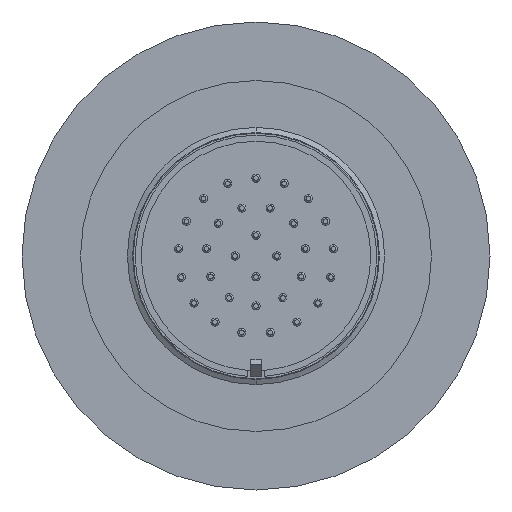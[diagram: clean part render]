
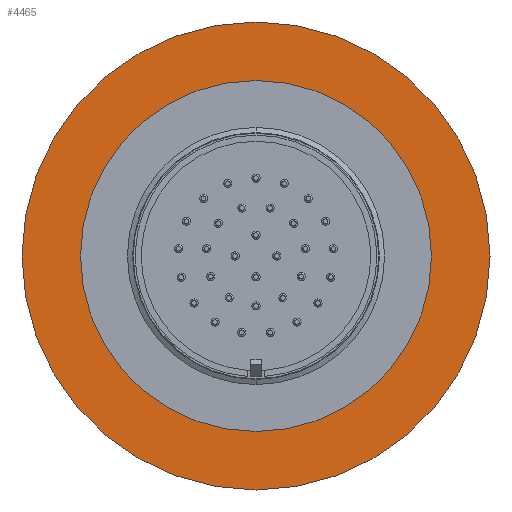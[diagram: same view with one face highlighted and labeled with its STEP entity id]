
A CAD part, front view. The second image highlights one B-rep face of the part: STEP entity #4465.
In plain terms, the highlighted planar face has unit normal (0, -1, 0).
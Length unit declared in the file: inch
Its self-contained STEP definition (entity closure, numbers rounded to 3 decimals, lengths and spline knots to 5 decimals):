
#26 = ORIENTED_EDGE ( 'NONE', *, *, #6653, .T. ) ;
#691 = ORIENTED_EDGE ( 'NONE', *, *, #9943, .T. ) ;
#821 = ORIENTED_EDGE ( 'NONE', *, *, #9850, .T. ) ;
#831 = ORIENTED_EDGE ( 'NONE', *, *, #6789, .T. ) ;
#848 = FACE_OUTER_BOUND ( 'NONE', #1901, .T. ) ;
#851 = FACE_BOUND ( 'NONE', #1897, .T. ) ;
#1897 = EDGE_LOOP ( 'NONE', ( #26, #691 ) ) ;
#1901 = EDGE_LOOP ( 'NONE', ( #831, #821 ) ) ;
#2551 = VERTEX_POINT ( 'NONE', #14449 ) ;
#2953 = VERTEX_POINT ( 'NONE', #13937 ) ;
#3515 = CARTESIAN_POINT ( 'NONE',  ( 0., 0., 1.08 ) ) ;
#3534 = CARTESIAN_POINT ( 'NONE',  ( 0., 0., -1.08 ) ) ;
#3739 = DIRECTION ( 'NONE',  ( 0., 0., -1. ) ) ;
#3740 = DIRECTION ( 'NONE',  ( 0., 1., 0. ) ) ;
#3741 = CARTESIAN_POINT ( 'NONE',  ( 0., 0., 0. ) ) ;
#4465 = ADVANCED_FACE ( 'NONE', ( #851, #848 ), #5829, .T. ) ;
#4860 = DIRECTION ( 'NONE',  ( 0., 0., -1. ) ) ;
#4862 = DIRECTION ( 'NONE',  ( 0., -1., 0. ) ) ;
#4863 = CARTESIAN_POINT ( 'NONE',  ( 0., 0., 0. ) ) ;
#5819 = DIRECTION ( 'NONE',  ( 0., 0., -1. ) ) ;
#5820 = DIRECTION ( 'NONE',  ( 0., -1., 0. ) ) ;
#5828 = CARTESIAN_POINT ( 'NONE',  ( 0.81, 0., 0. ) ) ;
#5829 = PLANE ( 'NONE',  #14649 ) ;
#6548 = AXIS2_PLACEMENT_3D ( 'NONE', #7068, #7067, #7066 ) ;
#6653 = EDGE_CURVE ( 'NONE', #2953, #2551, #8916, .T. ) ;
#6789 = EDGE_CURVE ( 'NONE', #12212, #12268, #8711, .T. ) ;
#7066 = DIRECTION ( 'NONE',  ( 0., 0., -1. ) ) ;
#7067 = DIRECTION ( 'NONE',  ( 0., -1., 0. ) ) ;
#7068 = CARTESIAN_POINT ( 'NONE',  ( 0., 0., 0. ) ) ;
#7510 = DIRECTION ( 'NONE',  ( 0., 0., -1. ) ) ;
#7511 = DIRECTION ( 'NONE',  ( 0., 1., 0. ) ) ;
#7512 = CARTESIAN_POINT ( 'NONE',  ( 0., 0., 0. ) ) ;
#8055 = AXIS2_PLACEMENT_3D ( 'NONE', #4863, #4862, #4860 ) ;
#8102 = AXIS2_PLACEMENT_3D ( 'NONE', #3741, #3740, #3739 ) ;
#8285 = CIRCLE ( 'NONE', #8055, 1.08 ) ;
#8711 = CIRCLE ( 'NONE', #6548, 1.08 ) ;
#8916 = CIRCLE ( 'NONE', #14622, 0.81 ) ;
#9466 = CIRCLE ( 'NONE', #8102, 0.81 ) ;
#9850 = EDGE_CURVE ( 'NONE', #12268, #12212, #8285, .T. ) ;
#9943 = EDGE_CURVE ( 'NONE', #2551, #2953, #9466, .T. ) ;
#12212 = VERTEX_POINT ( 'NONE', #3534 ) ;
#12268 = VERTEX_POINT ( 'NONE', #3515 ) ;
#13937 = CARTESIAN_POINT ( 'NONE',  ( 0., 0., -0.81 ) ) ;
#14449 = CARTESIAN_POINT ( 'NONE',  ( 0., 0., 0.81 ) ) ;
#14622 = AXIS2_PLACEMENT_3D ( 'NONE', #7512, #7511, #7510 ) ;
#14649 = AXIS2_PLACEMENT_3D ( 'NONE', #5828, #5820, #5819 ) ;
